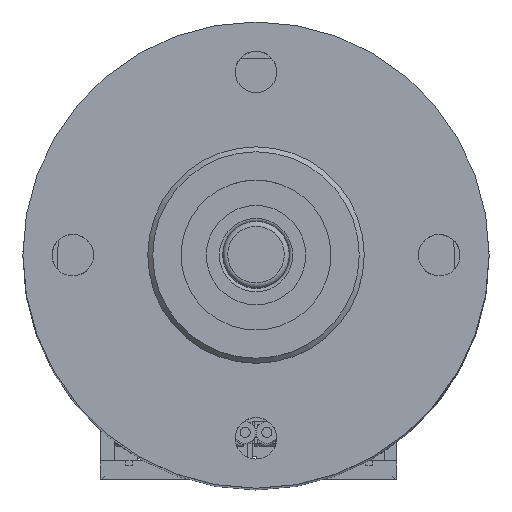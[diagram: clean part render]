
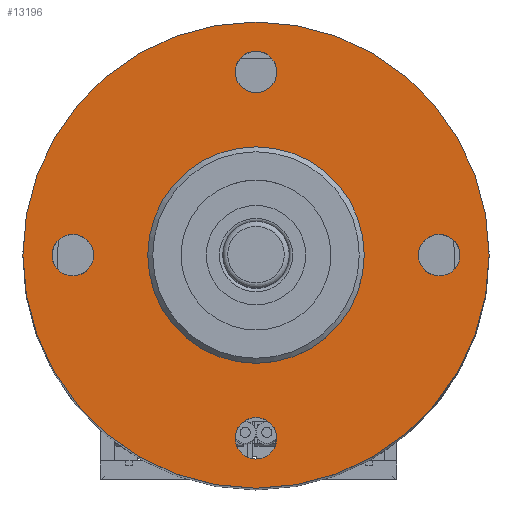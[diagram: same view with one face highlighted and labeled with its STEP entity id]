
A CAD part, top view. The second image highlights one B-rep face of the part: STEP entity #13196.
In plain terms, the highlighted planar face has unit normal (0, 0, 1).
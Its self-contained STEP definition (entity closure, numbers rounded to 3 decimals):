
#153 = FACE_BOUND ( 'NONE', #2983, .T. ) ;
#227 = DIRECTION ( 'NONE',  ( 1., 0., 0. ) ) ;
#310 = DIRECTION ( 'NONE',  ( 0., 0., 1. ) ) ;
#829 = ORIENTED_EDGE ( 'NONE', *, *, #12513, .F. ) ;
#852 = CARTESIAN_POINT ( 'NONE',  ( 1.25, -11., 9. ) ) ;
#1404 = FACE_BOUND ( 'NONE', #13322, .T. ) ;
#1482 = PLANE ( 'NONE',  #14431 ) ;
#1684 = ORIENTED_EDGE ( 'NONE', *, *, #1962, .F. ) ;
#1962 = EDGE_CURVE ( 'NONE', #4874, #4874, #14873, .T. ) ;
#2301 = VERTEX_POINT ( 'NONE', #10155 ) ;
#2983 = EDGE_LOOP ( 'NONE', ( #829 ) ) ;
#3026 = CIRCLE ( 'NONE', #5163, 1.25 ) ;
#3067 = DIRECTION ( 'NONE',  ( 0., 0., 1. ) ) ;
#3107 = CARTESIAN_POINT ( 'NONE',  ( 0., -11., 9. ) ) ;
#3814 = CARTESIAN_POINT ( 'NONE',  ( 1.25, 11., 9. ) ) ;
#3847 = DIRECTION ( 'NONE',  ( 0., 0., 1. ) ) ;
#3855 = CARTESIAN_POINT ( 'NONE',  ( 14., 0., 9. ) ) ;
#4072 = CARTESIAN_POINT ( 'NONE',  ( 0., 0., 9. ) ) ;
#4822 = CIRCLE ( 'NONE', #14134, 14. ) ;
#4838 = EDGE_CURVE ( 'NONE', #7618, #7618, #4822, .T. ) ;
#4874 = VERTEX_POINT ( 'NONE', #852 ) ;
#5163 = AXIS2_PLACEMENT_3D ( 'NONE', #5951, #16208, #12287 ) ;
#5443 = EDGE_CURVE ( 'NONE', #10110, #10110, #10704, .T. ) ;
#5496 = DIRECTION ( 'NONE',  ( 1., 0., 0. ) ) ;
#5533 = DIRECTION ( 'NONE',  ( 1., 0., 0. ) ) ;
#5907 = AXIS2_PLACEMENT_3D ( 'NONE', #14187, #3847, #7852 ) ;
#5951 = CARTESIAN_POINT ( 'NONE',  ( 11., 0., 9. ) ) ;
#6490 = FACE_BOUND ( 'NONE', #7119, .T. ) ;
#6571 = DIRECTION ( 'NONE',  ( 0., 0., 1. ) ) ;
#6647 = FACE_BOUND ( 'NONE', #13787, .T. ) ;
#6738 = CARTESIAN_POINT ( 'NONE',  ( 0., 11., 9. ) ) ;
#6979 = AXIS2_PLACEMENT_3D ( 'NONE', #10719, #8291, #11898 ) ;
#7119 = EDGE_LOOP ( 'NONE', ( #11161 ) ) ;
#7183 = ORIENTED_EDGE ( 'NONE', *, *, #5443, .F. ) ;
#7533 = CARTESIAN_POINT ( 'NONE',  ( -9.75, 0., 9. ) ) ;
#7618 = VERTEX_POINT ( 'NONE', #3855 ) ;
#7852 = DIRECTION ( 'NONE',  ( 1., 0., 0. ) ) ;
#8291 = DIRECTION ( 'NONE',  ( 0., 0., 1. ) ) ;
#8398 = EDGE_LOOP ( 'NONE', ( #14202 ) ) ;
#8652 = VERTEX_POINT ( 'NONE', #3814 ) ;
#9068 = FACE_BOUND ( 'NONE', #9564, .T. ) ;
#9114 = ORIENTED_EDGE ( 'NONE', *, *, #15624, .F. ) ;
#9158 = FACE_OUTER_BOUND ( 'NONE', #8398, .T. ) ;
#9279 = AXIS2_PLACEMENT_3D ( 'NONE', #3107, #13456, #5533 ) ;
#9564 = EDGE_LOOP ( 'NONE', ( #1684 ) ) ;
#10110 = VERTEX_POINT ( 'NONE', #7533 ) ;
#10155 = CARTESIAN_POINT ( 'NONE',  ( 6.5, 0., 9. ) ) ;
#10567 = VERTEX_POINT ( 'NONE', #15404 ) ;
#10704 = CIRCLE ( 'NONE', #5907, 1.25 ) ;
#10719 = CARTESIAN_POINT ( 'NONE',  ( 0., 0., 9. ) ) ;
#11161 = ORIENTED_EDGE ( 'NONE', *, *, #13192, .F. ) ;
#11898 = DIRECTION ( 'NONE',  ( 1., 0., 0. ) ) ;
#12052 = CIRCLE ( 'NONE', #6979, 6.5 ) ;
#12287 = DIRECTION ( 'NONE',  ( 1., 0., 0. ) ) ;
#12513 = EDGE_CURVE ( 'NONE', #2301, #2301, #12052, .T. ) ;
#12826 = AXIS2_PLACEMENT_3D ( 'NONE', #6738, #310, #12916 ) ;
#12916 = DIRECTION ( 'NONE',  ( 1., 0., 0. ) ) ;
#12998 = CARTESIAN_POINT ( 'NONE',  ( 0., 0., 9. ) ) ;
#13192 = EDGE_CURVE ( 'NONE', #8652, #8652, #14955, .T. ) ;
#13196 = ADVANCED_FACE ( 'NONE', ( #1404, #9068, #6647, #6490, #153, #9158 ), #1482, .T. ) ;
#13322 = EDGE_LOOP ( 'NONE', ( #9114 ) ) ;
#13456 = DIRECTION ( 'NONE',  ( 0., 0., 1. ) ) ;
#13787 = EDGE_LOOP ( 'NONE', ( #7183 ) ) ;
#14134 = AXIS2_PLACEMENT_3D ( 'NONE', #12998, #3067, #5496 ) ;
#14187 = CARTESIAN_POINT ( 'NONE',  ( -11., 0., 9. ) ) ;
#14202 = ORIENTED_EDGE ( 'NONE', *, *, #4838, .T. ) ;
#14431 = AXIS2_PLACEMENT_3D ( 'NONE', #4072, #6571, #227 ) ;
#14873 = CIRCLE ( 'NONE', #9279, 1.25 ) ;
#14955 = CIRCLE ( 'NONE', #12826, 1.25 ) ;
#15404 = CARTESIAN_POINT ( 'NONE',  ( 12.25, 0., 9. ) ) ;
#15624 = EDGE_CURVE ( 'NONE', #10567, #10567, #3026, .T. ) ;
#16208 = DIRECTION ( 'NONE',  ( 0., 0., 1. ) ) ;
